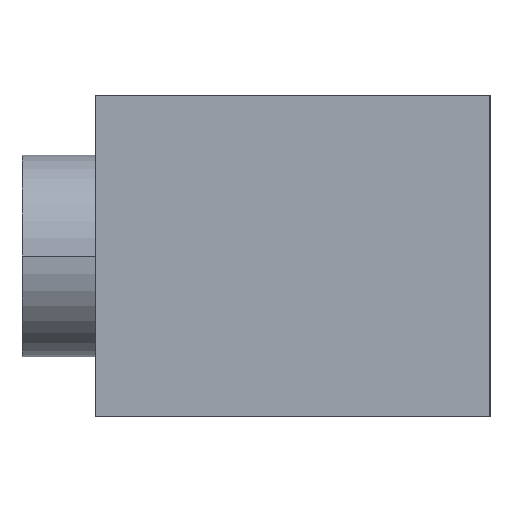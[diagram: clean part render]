
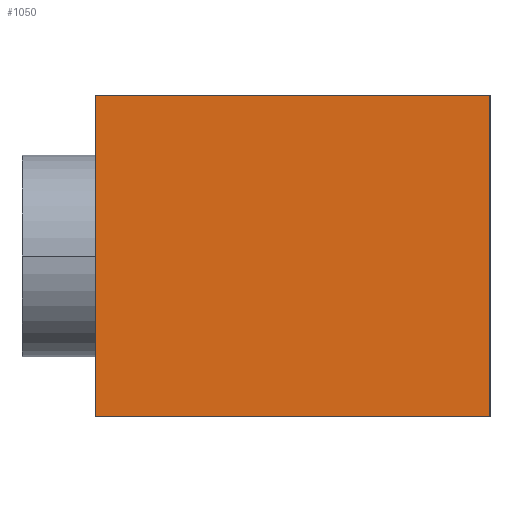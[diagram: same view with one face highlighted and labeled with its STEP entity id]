
A CAD part, left-side view. The second image highlights one B-rep face of the part: STEP entity #1050.
In plain terms, the highlighted planar face has unit normal (-1, 0, 0).
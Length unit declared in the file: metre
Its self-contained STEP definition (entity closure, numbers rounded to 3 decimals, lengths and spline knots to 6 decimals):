
#1=DIRECTION('',(0.,0.,-1.));
#2=VECTOR('',#1,0.0078);
#3=CARTESIAN_POINT('',(0.,0.,0.));
#4=LINE('',#3,#2);
#5=DIRECTION('',(0.,1.,0.));
#6=VECTOR('',#5,0.009581);
#7=CARTESIAN_POINT('',(0.,0.,-0.0078));
#8=LINE('',#7,#6);
#9=DIRECTION('',(0.,0.,1.));
#10=VECTOR('',#9,0.0078);
#11=CARTESIAN_POINT('',(0.,0.009581,-0.0078));
#12=LINE('',#11,#10);
#13=DIRECTION('',(0.,-1.,0.));
#14=VECTOR('',#13,0.009581);
#15=CARTESIAN_POINT('',(0.,0.009581,0.));
#16=LINE('',#15,#14);
#825=CARTESIAN_POINT('',(0.,0.,0.));
#826=CARTESIAN_POINT('',(0.,0.,-0.0078));
#827=VERTEX_POINT('',#825);
#828=VERTEX_POINT('',#826);
#829=CARTESIAN_POINT('',(0.,0.009581,-0.0078));
#830=VERTEX_POINT('',#829);
#831=CARTESIAN_POINT('',(0.,0.009581,0.));
#832=VERTEX_POINT('',#831);
#1035=CARTESIAN_POINT('',(0.,0.,0.));
#1036=DIRECTION('',(1.,0.,0.));
#1037=DIRECTION('',(0.,0.,-1.));
#1038=AXIS2_PLACEMENT_3D('',#1035,#1036,#1037);
#1039=PLANE('',#1038);
#1041=ORIENTED_EDGE('',*,*,#1040,.T.);
#1043=ORIENTED_EDGE('',*,*,#1042,.T.);
#1045=ORIENTED_EDGE('',*,*,#1044,.T.);
#1047=ORIENTED_EDGE('',*,*,#1046,.T.);
#1048=EDGE_LOOP('',(#1041,#1043,#1045,#1047));
#1049=FACE_OUTER_BOUND('',#1048,.F.);
#1050=ADVANCED_FACE('',(#1049),#1039,.F.);
#1040=EDGE_CURVE('',#827,#828,#4,.T.);
#1042=EDGE_CURVE('',#828,#830,#8,.T.);
#1044=EDGE_CURVE('',#830,#832,#12,.T.);
#1046=EDGE_CURVE('',#832,#827,#16,.T.);
